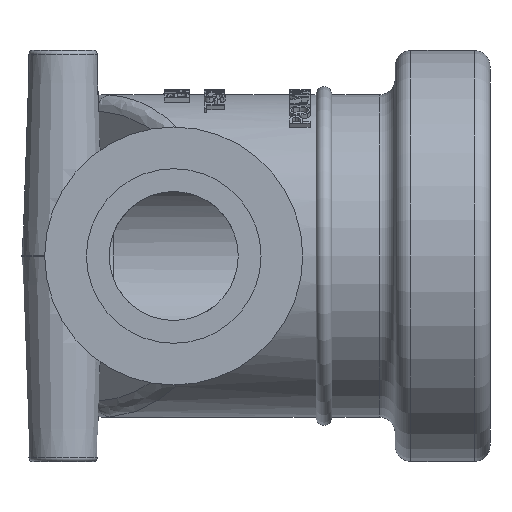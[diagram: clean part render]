
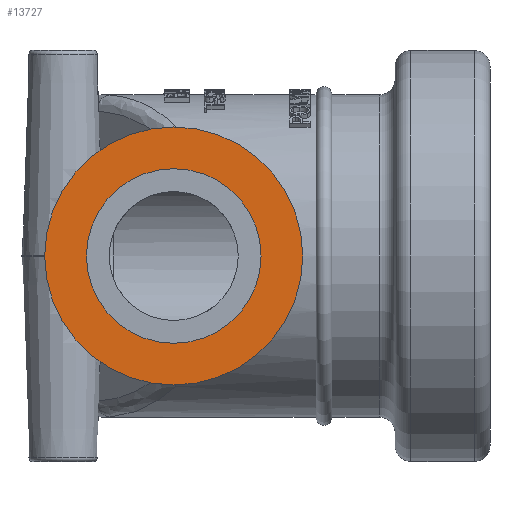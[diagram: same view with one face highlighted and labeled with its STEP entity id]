
A CAD part, left-side view. The second image highlights one B-rep face of the part: STEP entity #13727.
In plain terms, the highlighted planar face has unit normal (-1, 0, 0).
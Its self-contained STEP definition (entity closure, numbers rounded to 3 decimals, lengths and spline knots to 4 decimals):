
#91=FACE_BOUND('',#2420,.T.);
#482=PLANE('',#14680);
#1570=FACE_OUTER_BOUND('',#2419,.T.);
#2419=EDGE_LOOP('',(#12862,#12863));
#2420=EDGE_LOOP('',(#12864,#12865));
#3335=CIRCLE('',#13827,1.02);
#3336=CIRCLE('',#13828,1.02);
#3677=CIRCLE('',#14676,0.69);
#3678=CIRCLE('',#14677,0.69);
#5344=VERTEX_POINT('',#18181);
#5345=VERTEX_POINT('',#18183);
#6639=VERTEX_POINT('',#76896);
#6640=VERTEX_POINT('',#76898);
#6750=EDGE_CURVE('',#5344,#5345,#3335,.T.);
#6751=EDGE_CURVE('',#5345,#5344,#3336,.T.);
#8713=EDGE_CURVE('',#6640,#6639,#3677,.T.);
#8714=EDGE_CURVE('',#6639,#6640,#3678,.T.);
#12862=ORIENTED_EDGE('',*,*,#6751,.F.);
#12863=ORIENTED_EDGE('',*,*,#6750,.F.);
#12864=ORIENTED_EDGE('',*,*,#8713,.T.);
#12865=ORIENTED_EDGE('',*,*,#8714,.T.);
#13727=ADVANCED_FACE('',(#1570,#91),#482,.T.);
#13827=AXIS2_PLACEMENT_3D('',#18184,#14857,#14858);
#13828=AXIS2_PLACEMENT_3D('',#18185,#14859,#14860);
#14676=AXIS2_PLACEMENT_3D('',#76899,#17333,#17334);
#14677=AXIS2_PLACEMENT_3D('',#76900,#17335,#17336);
#14680=AXIS2_PLACEMENT_3D('',#76903,#17341,#17342);
#14857=DIRECTION('center_axis',(1.,0.,0.));
#14858=DIRECTION('ref_axis',(0.,1.,0.));
#14859=DIRECTION('center_axis',(1.,0.,0.));
#14860=DIRECTION('ref_axis',(0.,1.,0.));
#17333=DIRECTION('center_axis',(1.,0.,0.));
#17334=DIRECTION('ref_axis',(0.,1.,0.));
#17335=DIRECTION('center_axis',(1.,0.,0.));
#17336=DIRECTION('ref_axis',(0.,1.,0.));
#17341=DIRECTION('center_axis',(-1.,0.,0.));
#17342=DIRECTION('ref_axis',(0.,0.,1.));
#18181=CARTESIAN_POINT('',(-2.2,-1.02,0.));
#18183=CARTESIAN_POINT('',(-2.2,1.02,0.));
#18184=CARTESIAN_POINT('Origin',(-2.2,0.,0.));
#18185=CARTESIAN_POINT('Origin',(-2.2,0.,0.));
#76896=CARTESIAN_POINT('',(-2.2,-0.69,0.));
#76898=CARTESIAN_POINT('',(-2.2,0.69,0.));
#76899=CARTESIAN_POINT('Origin',(-2.2,0.,0.));
#76900=CARTESIAN_POINT('Origin',(-2.2,0.,0.));
#76903=CARTESIAN_POINT('Origin',(-2.2,0.855,0.));
